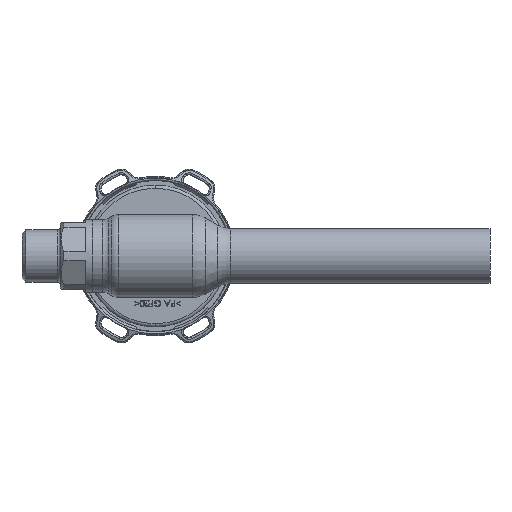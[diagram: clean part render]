
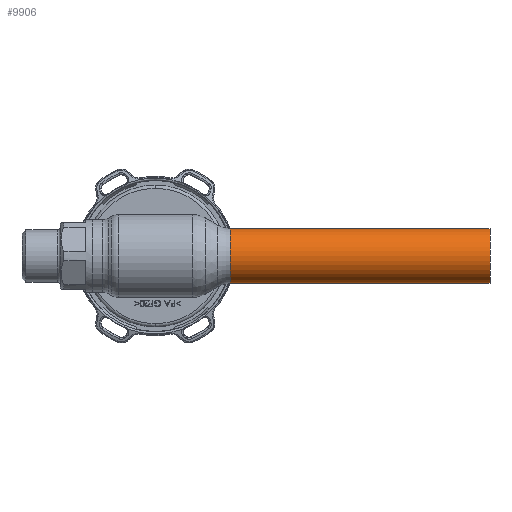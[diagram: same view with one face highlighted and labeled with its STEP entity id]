
A CAD part, front view. The second image highlights one B-rep face of the part: STEP entity #9906.
In plain terms, the highlighted cylindrical face has radius 8.6 mm (diameter 17.2 mm), a partial arc.
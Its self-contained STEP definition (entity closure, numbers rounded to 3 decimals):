
#3590 = CARTESIAN_POINT ( 'NONE',  ( 105., 0., 8.6 ) ) ;
#4764 = VERTEX_POINT ( 'NONE', #3590 ) ;
#6546 = CYLINDRICAL_SURFACE ( 'NONE', #20056, 8.6 ) ;
#7411 = VERTEX_POINT ( 'NONE', #14519 ) ;
#7567 = LINE ( 'NONE', #15082, #30794 ) ;
#7661 = CARTESIAN_POINT ( 'NONE',  ( 105., 0., 0. ) ) ;
#7737 = DIRECTION ( 'NONE',  ( 1., 0., 0. ) ) ;
#7798 = VERTEX_POINT ( 'NONE', #29118 ) ;
#7922 = CARTESIAN_POINT ( 'NONE',  ( 62.69, 0., -8.6 ) ) ;
#8303 = CIRCLE ( 'NONE', #20107, 8.6 ) ;
#9258 = ORIENTED_EDGE ( 'NONE', *, *, #21102, .T. ) ;
#9742 = ORIENTED_EDGE ( 'NONE', *, *, #31496, .F. ) ;
#9906 = ADVANCED_FACE ( 'NONE', ( #14069 ), #6546, .T. ) ;
#10068 = VERTEX_POINT ( 'NONE', #32384 ) ;
#10976 = EDGE_CURVE ( 'NONE', #7798, #7411, #20693, .T. ) ;
#11448 = CIRCLE ( 'NONE', #27580, 8.6 ) ;
#14069 = FACE_OUTER_BOUND ( 'NONE', #15384, .T. ) ;
#14519 = CARTESIAN_POINT ( 'NONE',  ( 105., 0., -8.6 ) ) ;
#15027 = DIRECTION ( 'NONE',  ( 1., 0., 0. ) ) ;
#15052 = CARTESIAN_POINT ( 'NONE',  ( 62.69, 0., 0. ) ) ;
#15082 = CARTESIAN_POINT ( 'NONE',  ( 62.69, 0., 8.6 ) ) ;
#15216 = DIRECTION ( 'NONE',  ( 0., 0., -1. ) ) ;
#15384 = EDGE_LOOP ( 'NONE', ( #9742, #9258, #28078, #29749 ) ) ;
#16808 = EDGE_CURVE ( 'NONE', #4764, #7411, #8303, .T. ) ;
#18310 = DIRECTION ( 'NONE',  ( 1., 0., 0. ) ) ;
#20056 = AXIS2_PLACEMENT_3D ( 'NONE', #15052, #25677, #15216 ) ;
#20107 = AXIS2_PLACEMENT_3D ( 'NONE', #7661, #20270, #28304 ) ;
#20131 = CARTESIAN_POINT ( 'NONE',  ( 23.515, 0., 0. ) ) ;
#20270 = DIRECTION ( 'NONE',  ( 1., 0., 0. ) ) ;
#20693 = LINE ( 'NONE', #7922, #31840 ) ;
#21102 = EDGE_CURVE ( 'NONE', #10068, #7798, #11448, .T. ) ;
#25317 = DIRECTION ( 'NONE',  ( 0., 0., -1. ) ) ;
#25677 = DIRECTION ( 'NONE',  ( 1., 0., 0. ) ) ;
#27580 = AXIS2_PLACEMENT_3D ( 'NONE', #20131, #15027, #25317 ) ;
#28078 = ORIENTED_EDGE ( 'NONE', *, *, #10976, .T. ) ;
#28304 = DIRECTION ( 'NONE',  ( 0., 0., -1. ) ) ;
#29118 = CARTESIAN_POINT ( 'NONE',  ( 23.515, 0., -8.6 ) ) ;
#29749 = ORIENTED_EDGE ( 'NONE', *, *, #16808, .F. ) ;
#30794 = VECTOR ( 'NONE', #7737, 1000. ) ;
#31496 = EDGE_CURVE ( 'NONE', #10068, #4764, #7567, .T. ) ;
#31840 = VECTOR ( 'NONE', #18310, 1000. ) ;
#32384 = CARTESIAN_POINT ( 'NONE',  ( 23.515, 0., 8.6 ) ) ;
